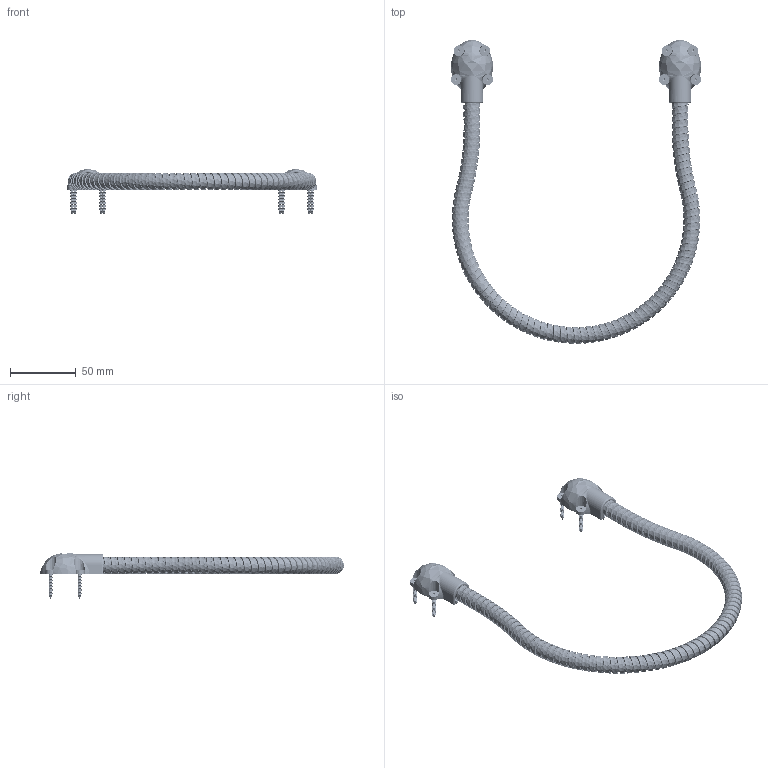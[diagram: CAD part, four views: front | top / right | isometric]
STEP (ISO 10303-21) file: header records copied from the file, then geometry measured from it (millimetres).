
FILE_DESCRIPTION (( 'STEP AP214' ), '1' );
FILE_NAME ('DLN10.STEP', '2021-08-03T13:42:57', ( '' ), ( '' ), 'SwSTEP 2.0', 'SolidWorks 2020', '' );
FILE_SCHEMA (( 'AUTOMOTIVE_DESIGN' ));
Length unit declared in the file: millimetre
Products named in the file (3): SCREW BAG FOR DL-1; DLN10; Group1
Assembly tree (2 placements, depth 2):
  DLN10
    Group1
    SCREW BAG FOR DL-1
Bounding box: 189.83 x 230.57 x 34.74 mm (x, y, z)
Volume: 3201.1 mm3; surface area: 49993.1 mm2
Topology: 12 solids, 15 shells, 1291 faces, 2774 edges, 1502 vertices
Faces by surface type: cone 652, cylinder 334, plane 216, bspline 73, torus 16
Entity records: 82195 total; most frequent: CARTESIAN_POINT 52150, DIRECTION 5936, ORIENTED_EDGE 5488, EDGE_CURVE 2754, AXIS2_PLACEMENT_3D 2406, VERTEX_POINT 1502, EDGE_LOOP 1317, FACE_OUTER_BOUND 1291
